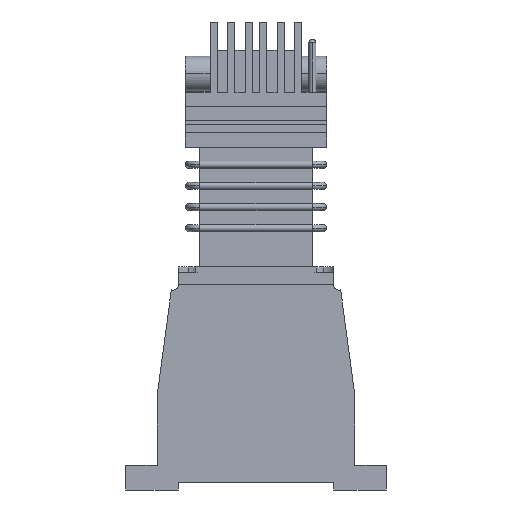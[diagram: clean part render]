
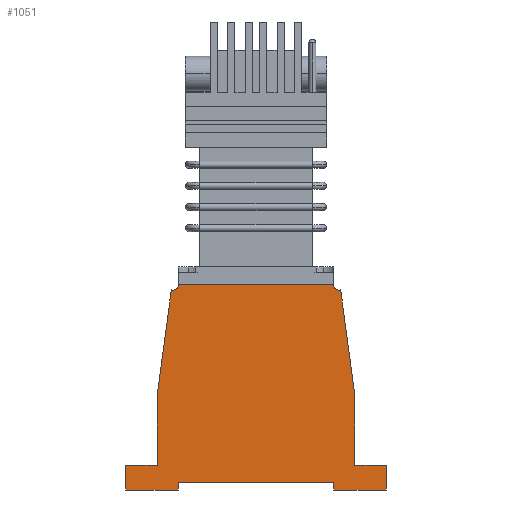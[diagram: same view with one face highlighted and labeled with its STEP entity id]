
A CAD part, left-side view. The second image highlights one B-rep face of the part: STEP entity #1051.
In plain terms, the highlighted planar face has unit normal (-1, 0, 0).
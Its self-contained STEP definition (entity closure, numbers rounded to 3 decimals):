
#1051=ADVANCED_FACE('PartBody',(#2129),#2130,.F.);
#2129=FACE_OUTER_BOUND('',#3225,.T.);
#2130=PLANE('',#3226);
#3225=EDGE_LOOP('',(#6295,#6296,#6297,#6298,#6299,#6300,#6301,#6302,#6303,#6304,#6305,#6306,#6307,#6308,#6309,#6310));
#3226=AXIS2_PLACEMENT_3D('',#6311,#6312,#6313);
#6295=ORIENTED_EDGE('',*,*,#7676,.F.);
#6296=ORIENTED_EDGE('',*,*,#7657,.F.);
#6297=ORIENTED_EDGE('',*,*,#7677,.F.);
#6298=ORIENTED_EDGE('',*,*,#7678,.F.);
#6299=ORIENTED_EDGE('',*,*,#7679,.F.);
#6300=ORIENTED_EDGE('',*,*,#7661,.F.);
#6301=ORIENTED_EDGE('',*,*,#7680,.F.);
#6302=ORIENTED_EDGE('',*,*,#7672,.F.);
#6303=ORIENTED_EDGE('',*,*,#7681,.F.);
#6304=ORIENTED_EDGE('',*,*,#7682,.F.);
#6305=ORIENTED_EDGE('',*,*,#7683,.F.);
#6306=ORIENTED_EDGE('',*,*,#7638,.F.);
#6307=ORIENTED_EDGE('',*,*,#7684,.F.);
#6308=ORIENTED_EDGE('',*,*,#7685,.F.);
#6309=ORIENTED_EDGE('',*,*,#7686,.F.);
#6310=ORIENTED_EDGE('',*,*,#7667,.F.);
#6311=CARTESIAN_POINT('',(0.0,0.,-100.464));
#6312=DIRECTION('',(1.0,0.0,0.0));
#6313=DIRECTION('',(0.0,1.0,-0.0));
#7638=EDGE_CURVE('',#9452,#9455,#9456,.T.);
#7657=EDGE_CURVE('',#9483,#9486,#9487,.T.);
#7661=EDGE_CURVE('',#9492,#9493,#9494,.F.);
#7667=EDGE_CURVE('',#9501,#9504,#9505,.T.);
#7672=EDGE_CURVE('',#9510,#9513,#9514,.T.);
#7676=EDGE_CURVE('',#9486,#9501,#9519,.F.);
#7677=EDGE_CURVE('',#9520,#9483,#9521,.T.);
#7678=EDGE_CURVE('',#9522,#9520,#9523,.F.);
#7679=EDGE_CURVE('',#9493,#9522,#9524,.F.);
#7680=EDGE_CURVE('',#9513,#9492,#9525,.F.);
#7681=EDGE_CURVE('',#9526,#9510,#9527,.F.);
#7682=EDGE_CURVE('',#9528,#9526,#9529,.F.);
#7683=EDGE_CURVE('',#9455,#9528,#9530,.F.);
#7684=EDGE_CURVE('',#9531,#9452,#9532,.F.);
#7685=EDGE_CURVE('',#9533,#9531,#9534,.T.);
#7686=EDGE_CURVE('',#9504,#9533,#9535,.T.);
#9452=VERTEX_POINT('',#11829);
#9455=VERTEX_POINT('',#11833);
#9456=LINE('',#11834,#11835);
#9483=VERTEX_POINT('',#11874);
#9486=VERTEX_POINT('',#11878);
#9487=LINE('',#11879,#11880);
#9492=VERTEX_POINT('',#11887);
#9493=VERTEX_POINT('',#11888);
#9494=LINE('',#11889,#11890);
#9501=VERTEX_POINT('',#11900);
#9504=VERTEX_POINT('',#11904);
#9505=LINE('',#11905,#11906);
#9510=VERTEX_POINT('',#11913);
#9513=VERTEX_POINT('',#11917);
#9514=LINE('',#11918,#11919);
#9519=LINE('',#11926,#11927);
#9520=VERTEX_POINT('',#11928);
#9521=LINE('',#11929,#11930);
#9522=VERTEX_POINT('',#11931);
#9523=LINE('',#11932,#11933);
#9524=LINE('',#11934,#11935);
#9525=LINE('',#11936,#11937);
#9526=VERTEX_POINT('',#11938);
#9527=LINE('',#11939,#11940);
#9528=VERTEX_POINT('',#11941);
#9529=LINE('',#11942,#11943);
#9530=CIRCLE('',#11944,3.2);
#9531=VERTEX_POINT('',#11945);
#9532=CIRCLE('',#11946,3.2);
#9533=VERTEX_POINT('',#11947);
#9534=LINE('',#11948,#11949);
#9535=LINE('',#11950,#11951);
#11829=CARTESIAN_POINT('',(0.0,44.002,12.0));
#11833=CARTESIAN_POINT('',(0.0,-44.002,12.0));
#11834=CARTESIAN_POINT('',(0.0,0.,12.0));
#11835=VECTOR('',#13493,1.0);
#11874=CARTESIAN_POINT('',(0.0,44.0,-104.464));
#11878=CARTESIAN_POINT('',(0.0,74.0,-104.464));
#11879=CARTESIAN_POINT('',(0.0,58.0,-104.464));
#11880=VECTOR('',#13510,1.0);
#11887=CARTESIAN_POINT('',(0.0,-74.0,-104.464));
#11888=CARTESIAN_POINT('',(0.0,-44.0,-104.464));
#11889=CARTESIAN_POINT('',(0.0,-58.0,-104.464));
#11890=VECTOR('',#13513,1.0);
#11900=CARTESIAN_POINT('',(0.0,74.0,-90.464));
#11904=CARTESIAN_POINT('',(0.0,56.0,-90.464));
#11905=CARTESIAN_POINT('',(0.0,35.5,-90.464));
#11906=VECTOR('',#13518,1.0);
#11913=CARTESIAN_POINT('',(0.0,-56.0,-90.464));
#11917=CARTESIAN_POINT('',(0.0,-74.0,-90.464));
#11918=CARTESIAN_POINT('',(0.0,35.5,-90.464));
#11919=VECTOR('',#13522,1.0);
#11926=CARTESIAN_POINT('',(0.0,74.0,-102.464));
#11927=VECTOR('',#13525,1.0);
#11928=CARTESIAN_POINT('',(0.0,44.0,-100.464));
#11929=CARTESIAN_POINT('',(0.0,44.0,-103.795));
#11930=VECTOR('',#13526,1.0);
#11931=CARTESIAN_POINT('',(0.0,-44.0,-100.464));
#11932=CARTESIAN_POINT('',(0.0,0.,-100.464));
#11933=VECTOR('',#13527,1.0);
#11934=CARTESIAN_POINT('',(0.0,-44.0,-103.795));
#11935=VECTOR('',#13528,1.0);
#11936=CARTESIAN_POINT('',(0.0,-74.0,-102.464));
#11937=VECTOR('',#13529,1.0);
#11938=CARTESIAN_POINT('',(0.0,-56.0,-50.464));
#11939=CARTESIAN_POINT('',(0.0,-56.0,-93.964));
#11940=VECTOR('',#13530,1.0);
#11941=CARTESIAN_POINT('',(0.0,-48.,9.));
#11942=CARTESIAN_POINT('',(0.0,-58.806,-71.32));
#11943=VECTOR('',#13531,1.0);
#11944=AXIS2_PLACEMENT_3D('',#13532,#13533,#13534);
#11945=CARTESIAN_POINT('',(0.0,48.,9.));
#11946=AXIS2_PLACEMENT_3D('',#13535,#13536,#13537);
#11947=CARTESIAN_POINT('',(0.0,56.0,-50.464));
#11948=CARTESIAN_POINT('',(0.0,58.806,-71.32));
#11949=VECTOR('',#13538,1.0);
#11950=CARTESIAN_POINT('',(0.0,56.0,-93.964));
#11951=VECTOR('',#13539,1.0);
#13493=DIRECTION('',(0.0,-1.0,0.0));
#13510=DIRECTION('',(0.0,1.0,0.0));
#13513=DIRECTION('',(0.0,-1.0,0.0));
#13518=DIRECTION('',(0.0,-1.0,0.0));
#13522=DIRECTION('',(0.0,-1.0,0.0));
#13525=DIRECTION('',(0.0,0.0,-1.0));
#13526=DIRECTION('',(0.0,0.0,-1.0));
#13527=DIRECTION('',(0.0,-1.0,0.0));
#13528=DIRECTION('',(0.0,0.0,-1.0));
#13529=DIRECTION('',(0.0,-0.0,1.0));
#13530=DIRECTION('',(0.0,-0.0,1.0));
#13531=DIRECTION('',(-0.0,0.133,0.991));
#13532=CARTESIAN_POINT('',(0.0,-47.2,12.098));
#13533=DIRECTION('',(1.0,0.0,0.0));
#13534=DIRECTION('',(0.0,1.0,0.0));
#13535=CARTESIAN_POINT('',(0.0,47.2,12.098));
#13536=DIRECTION('',(1.0,0.0,0.0));
#13537=DIRECTION('',(0.0,1.0,0.0));
#13538=DIRECTION('',(0.0,-0.133,0.991));
#13539=DIRECTION('',(0.0,-0.0,1.0));
